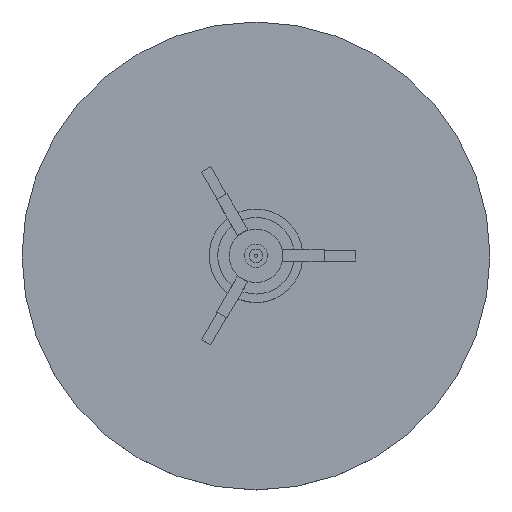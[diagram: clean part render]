
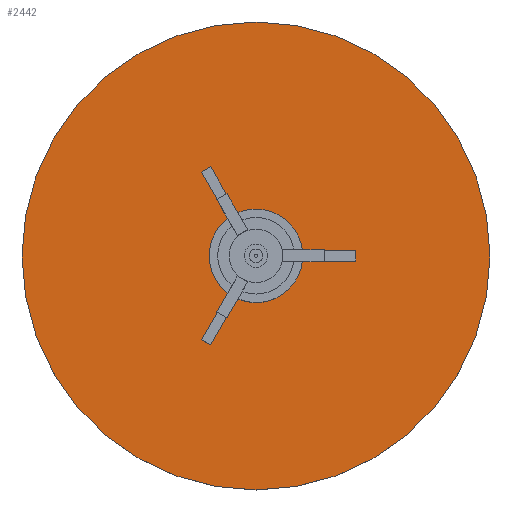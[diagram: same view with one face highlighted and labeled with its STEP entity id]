
A CAD part, top view. The second image highlights one B-rep face of the part: STEP entity #2442.
In plain terms, the highlighted free-form (B-spline) face has degree [1, 1] with [2, 2] control points.
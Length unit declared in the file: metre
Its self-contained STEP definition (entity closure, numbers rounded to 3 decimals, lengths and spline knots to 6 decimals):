
#225=CIRCLE('',#2778,0.0127);
#227=CIRCLE('',#2780,0.0127);
#229=CIRCLE('',#2782,0.0127);
#231=CIRCLE('',#2784,0.4445);
#233=CIRCLE('',#2786,0.052388);
#235=CIRCLE('',#2788,0.0127);
#236=CIRCLE('',#2789,0.0127);
#237=CIRCLE('',#2790,0.0127);
#238=CIRCLE('',#2791,0.4445);
#239=CIRCLE('',#2792,0.052388);
#1034=ORIENTED_EDGE('',*,*,#1430,.T.);
#1035=ORIENTED_EDGE('',*,*,#1410,.T.);
#1036=ORIENTED_EDGE('',*,*,#1431,.T.);
#1037=ORIENTED_EDGE('',*,*,#1414,.T.);
#1038=ORIENTED_EDGE('',*,*,#1432,.T.);
#1039=ORIENTED_EDGE('',*,*,#1418,.T.);
#1040=ORIENTED_EDGE('',*,*,#1422,.F.);
#1041=ORIENTED_EDGE('',*,*,#1433,.F.);
#1042=ORIENTED_EDGE('',*,*,#1434,.T.);
#1043=ORIENTED_EDGE('',*,*,#1426,.T.);
#1410=EDGE_CURVE('',#1656,#1657,#225,.T.);
#1414=EDGE_CURVE('',#1660,#1661,#227,.T.);
#1418=EDGE_CURVE('',#1664,#1665,#229,.T.);
#1422=EDGE_CURVE('',#1668,#1669,#231,.T.);
#1426=EDGE_CURVE('',#1672,#1673,#233,.T.);
#1430=EDGE_CURVE('',#1657,#1656,#235,.T.);
#1431=EDGE_CURVE('',#1661,#1660,#236,.T.);
#1432=EDGE_CURVE('',#1665,#1664,#237,.T.);
#1433=EDGE_CURVE('',#1669,#1668,#238,.T.);
#1434=EDGE_CURVE('',#1673,#1672,#239,.T.);
#1656=VERTEX_POINT('',#4676);
#1657=VERTEX_POINT('',#4677);
#1660=VERTEX_POINT('',#4694);
#1661=VERTEX_POINT('',#4695);
#1664=VERTEX_POINT('',#4712);
#1665=VERTEX_POINT('',#4713);
#1668=VERTEX_POINT('',#4730);
#1669=VERTEX_POINT('',#4731);
#1672=VERTEX_POINT('',#4748);
#1673=VERTEX_POINT('',#4749);
#2029=EDGE_LOOP('',(#1034,#1035));
#2030=EDGE_LOOP('',(#1036,#1037));
#2031=EDGE_LOOP('',(#1038,#1039));
#2032=EDGE_LOOP('',(#1040,#1041));
#2033=EDGE_LOOP('',(#1042,#1043));
#2214=FACE_BOUND('',#2029,.T.);
#2215=FACE_BOUND('',#2030,.T.);
#2216=FACE_BOUND('',#2031,.T.);
#2217=FACE_BOUND('',#2032,.T.);
#2218=FACE_BOUND('',#2033,.T.);
#2303=B_SPLINE_SURFACE_WITH_KNOTS('',1,1,((#4757,#4758),(#4759,#4760)),
 .PLANE_SURF.,.F.,.F.,.F.,(2,2),(2,2),(0.,1.),(0.,1.),.UNSPECIFIED.);
#2442=ADVANCED_FACE('',(#2214,#2215,#2216,#2217,#2218),#2303,.F.);
#2778=AXIS2_PLACEMENT_3D('',#4675,#3231,#3232);
#2780=AXIS2_PLACEMENT_3D('',#4693,#3235,#3236);
#2782=AXIS2_PLACEMENT_3D('',#4711,#3239,#3240);
#2784=AXIS2_PLACEMENT_3D('',#4729,#3243,#3244);
#2786=AXIS2_PLACEMENT_3D('',#4747,#3247,#3248);
#2788=AXIS2_PLACEMENT_3D('',#4761,#3251,#3252);
#2789=AXIS2_PLACEMENT_3D('',#4762,#3253,#3254);
#2790=AXIS2_PLACEMENT_3D('',#4763,#3255,#3256);
#2791=AXIS2_PLACEMENT_3D('',#4764,#3257,#3258);
#2792=AXIS2_PLACEMENT_3D('',#4765,#3259,#3260);
#3231=DIRECTION('',(0.,0.,-1.));
#3232=DIRECTION('',(-1.,0.,0.));
#3235=DIRECTION('',(0.,0.,-1.));
#3236=DIRECTION('',(-1.,0.,0.));
#3239=DIRECTION('',(0.,0.,-1.));
#3240=DIRECTION('',(-1.,0.,0.));
#3243=DIRECTION('',(0.,0.,-1.));
#3244=DIRECTION('',(-1.,0.,0.));
#3247=DIRECTION('',(0.,0.,-1.));
#3248=DIRECTION('',(-1.,0.,0.));
#3251=DIRECTION('',(0.,0.,-1.));
#3252=DIRECTION('',(-1.,0.,0.));
#3253=DIRECTION('',(0.,0.,-1.));
#3254=DIRECTION('',(-1.,0.,0.));
#3255=DIRECTION('',(0.,0.,-1.));
#3256=DIRECTION('',(-1.,0.,0.));
#3257=DIRECTION('',(0.,0.,-1.));
#3258=DIRECTION('',(-1.,0.,0.));
#3259=DIRECTION('',(0.,0.,-1.));
#3260=DIRECTION('',(-1.,0.,0.));
#4675=CARTESIAN_POINT('',(-0.066675,0.,-0.165672));
#4676=CARTESIAN_POINT('',(-0.053975,0.,-0.165672));
#4677=CARTESIAN_POINT('',(-0.079375,0.,-0.165672));
#4693=CARTESIAN_POINT('',(0.033338,-0.057742,-0.165672));
#4694=CARTESIAN_POINT('',(0.046038,-0.057742,-0.165672));
#4695=CARTESIAN_POINT('',(0.020638,-0.057742,-0.165672));
#4711=CARTESIAN_POINT('',(0.033338,0.057742,-0.165672));
#4712=CARTESIAN_POINT('',(0.046038,0.057742,-0.165672));
#4713=CARTESIAN_POINT('',(0.020638,0.057742,-0.165672));
#4729=CARTESIAN_POINT('',(0.,0.,-0.165672));
#4730=CARTESIAN_POINT('',(-0.4445,0.,-0.165672));
#4731=CARTESIAN_POINT('',(0.4445,0.,-0.165672));
#4747=CARTESIAN_POINT('',(0.,0.,-0.165672));
#4748=CARTESIAN_POINT('',(0.052388,0.,-0.165672));
#4749=CARTESIAN_POINT('',(-0.052388,0.,-0.165672));
#4757=CARTESIAN_POINT('',(0.449834,-0.449834,-0.165672));
#4758=CARTESIAN_POINT('',(0.449834,0.449834,-0.165672));
#4759=CARTESIAN_POINT('',(-0.449834,-0.449834,-0.165672));
#4760=CARTESIAN_POINT('',(-0.449834,0.449834,-0.165672));
#4761=CARTESIAN_POINT('',(-0.066675,0.,-0.165672));
#4762=CARTESIAN_POINT('',(0.033338,-0.057742,-0.165672));
#4763=CARTESIAN_POINT('',(0.033338,0.057742,-0.165672));
#4764=CARTESIAN_POINT('',(0.,0.,-0.165672));
#4765=CARTESIAN_POINT('',(0.,0.,-0.165672));
